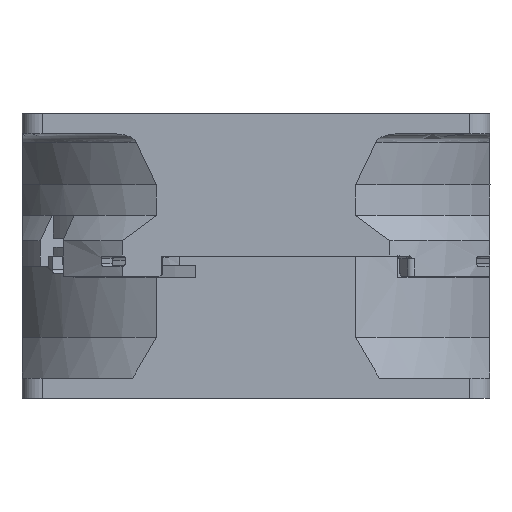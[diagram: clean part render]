
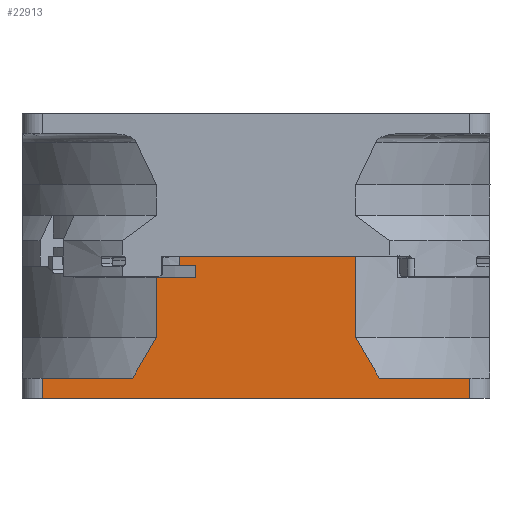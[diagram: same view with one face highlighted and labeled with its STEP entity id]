
A CAD part, front view. The second image highlights one B-rep face of the part: STEP entity #22913.
In plain terms, the highlighted planar face has unit normal (0, -1, 0).
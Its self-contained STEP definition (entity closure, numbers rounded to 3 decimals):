
#18531=DIRECTION('',(1.,0.,0.));
#18532=VECTOR('',#18531,3.252);
#18533=CARTESIAN_POINT('',(-15.094,-46.,-0.8));
#18534=LINE('',#18533,#18532);
#18574=DIRECTION('',(0.,0.,-1.));
#18575=VECTOR('',#18574,1.8);
#18576=CARTESIAN_POINT('',(-15.094,-46.,1.));
#18577=LINE('',#18576,#18575);
#18632=DIRECTION('',(1.,0.,0.));
#18633=VECTOR('',#18632,34.69);
#18634=CARTESIAN_POINT('',(-15.094,-46.,1.));
#18635=LINE('',#18634,#18633);
#18636=DIRECTION('',(-1.,0.,0.));
#18637=VECTOR('',#18636,84.);
#18638=CARTESIAN_POINT('',(42.,-46.,-27.));
#18639=LINE('',#18638,#18637);
#18640=CARTESIAN_POINT('',(-24.249,-46.,
-23.));
#18641=CARTESIAN_POINT('',(-23.733,-46.,
-22.037));
#18642=CARTESIAN_POINT('',(-22.701,-46.,
-20.161));
#18643=CARTESIAN_POINT('',(-21.157,-46.,
-17.502));
#18644=CARTESIAN_POINT('',(-20.118,-46.,
-15.818));
#18645=CARTESIAN_POINT('',(-19.596,-46.,
-15.));
#18647=DIRECTION('',(0.,0.,1.));
#18648=VECTOR('',#18647,11.8);
#18649=CARTESIAN_POINT('',(-19.596,-46.,
-15.));
#18650=LINE('',#18649,#18648);
#18651=DIRECTION('',(0.,0.,1.));
#18652=VECTOR('',#18651,16.);
#18653=CARTESIAN_POINT('',(19.596,-46.,
-15.));
#18654=LINE('',#18653,#18652);
#18671=CARTESIAN_POINT('',(24.249,-46.,
-23.));
#18672=CARTESIAN_POINT('',(23.729,-46.,
-22.03));
#18673=CARTESIAN_POINT('',(22.691,-46.,
-20.144));
#18674=CARTESIAN_POINT('',(21.147,-46.,
-17.486));
#18675=CARTESIAN_POINT('',(20.113,-46.,
-15.811));
#18676=CARTESIAN_POINT('',(19.596,-46.,
-15.));
#19428=DIRECTION('',(-1.,0.,0.));
#19429=VECTOR('',#19428,17.751);
#19430=CARTESIAN_POINT('',(-24.249,-46.,
-23.));
#19431=LINE('',#19430,#19429);
#20021=DIRECTION('',(0.,0.,-1.));
#20022=VECTOR('',#20021,4.);
#20023=CARTESIAN_POINT('',(-42.,-46.,
-23.));
#20024=LINE('',#20023,#20022);
#20029=DIRECTION('',(0.,0.,1.));
#20030=VECTOR('',#20029,4.);
#20031=CARTESIAN_POINT('',(42.,-46.,-27.));
#20032=LINE('',#20031,#20030);
#20047=DIRECTION('',(-1.,0.,0.));
#20048=VECTOR('',#20047,17.751);
#20049=CARTESIAN_POINT('',(42.,-46.,
-23.));
#20050=LINE('',#20049,#20048);
#20412=DIRECTION('',(-1.,0.,0.));
#20413=VECTOR('',#20412,7.753);
#20414=CARTESIAN_POINT('',(-11.843,-46.,-3.2));
#20415=LINE('',#20414,#20413);
#20433=DIRECTION('',(0.,0.,-1.));
#20434=VECTOR('',#20433,2.4);
#20435=CARTESIAN_POINT('',(-11.843,-46.,-0.8));
#20436=LINE('',#20435,#20434);
#21372=CARTESIAN_POINT('',(19.596,-46.,1.));
#21373=VERTEX_POINT('',#21372);
#21374=CARTESIAN_POINT('',(-15.094,-46.,1.));
#21375=VERTEX_POINT('',#21374);
#21541=CARTESIAN_POINT('',(-42.,-46.,-27.));
#21542=VERTEX_POINT('',#21541);
#21543=CARTESIAN_POINT('',(42.,-46.,-27.));
#21544=VERTEX_POINT('',#21543);
#21865=CARTESIAN_POINT('',(-19.596,-46.,
-15.));
#21866=CARTESIAN_POINT('',(-19.596,-46.,-3.2));
#21867=VERTEX_POINT('',#21865);
#21868=VERTEX_POINT('',#21866);
#21869=VERTEX_POINT('',#18640);
#21870=CARTESIAN_POINT('',(42.,-46.,
-23.));
#21871=CARTESIAN_POINT('',(24.249,-46.,
-23.));
#21872=VERTEX_POINT('',#21870);
#21873=VERTEX_POINT('',#21871);
#21874=CARTESIAN_POINT('',(-42.,-46.,
-23.));
#21875=VERTEX_POINT('',#21874);
#21877=CARTESIAN_POINT('',(-15.094,-46.,-0.8));
#21878=VERTEX_POINT('',#21877);
#21886=CARTESIAN_POINT('',(-11.843,-46.,-0.8));
#21887=VERTEX_POINT('',#21886);
#21904=CARTESIAN_POINT('',(-11.843,-46.,-3.2));
#21905=VERTEX_POINT('',#21904);
#21963=CARTESIAN_POINT('',(19.596,-46.,
-15.));
#21964=VERTEX_POINT('',#21963);
#22881=CARTESIAN_POINT('',(0.,-46.,-13.));
#22882=DIRECTION('',(0.,1.,0.));
#22883=DIRECTION('',(-1.,0.,0.));
#22884=AXIS2_PLACEMENT_3D('',#22881,#22882,#22883);
#22885=PLANE('',#22884);
#22886=ORIENTED_EDGE('',*,*,#22801,.F.);
#22887=ORIENTED_EDGE('',*,*,#22493,.T.);
#22889=ORIENTED_EDGE('',*,*,#22888,.F.);
#22891=ORIENTED_EDGE('',*,*,#22890,.F.);
#22893=ORIENTED_EDGE('',*,*,#22892,.F.);
#22895=ORIENTED_EDGE('',*,*,#22894,.F.);
#22897=ORIENTED_EDGE('',*,*,#22896,.T.);
#22899=ORIENTED_EDGE('',*,*,#22898,.F.);
#22901=ORIENTED_EDGE('',*,*,#22900,.F.);
#22903=ORIENTED_EDGE('',*,*,#22902,.T.);
#22905=ORIENTED_EDGE('',*,*,#22904,.T.);
#22907=ORIENTED_EDGE('',*,*,#22906,.F.);
#22909=ORIENTED_EDGE('',*,*,#22908,.F.);
#22910=ORIENTED_EDGE('',*,*,#22772,.F.);
#22911=EDGE_LOOP('',(#22886,#22887,#22889,#22891,#22893,#22895,#22897,#22899,
#22901,#22903,#22905,#22907,#22909,#22910));
#22912=FACE_OUTER_BOUND('',#22911,.F.);
#22913=ADVANCED_FACE('',(#22912),#22885,.F.);
#18646=B_SPLINE_CURVE_WITH_KNOTS('',3,(#18640,#18641,#18642,#18643,#18644,
#18645),.UNSPECIFIED.,.F.,.F.,(4,1,1,4),(0.,0.333,
0.667,1.),.UNSPECIFIED.);
#18677=B_SPLINE_CURVE_WITH_KNOTS('',3,(#18671,#18672,#18673,#18674,#18675,
#18676),.UNSPECIFIED.,.F.,.F.,(4,1,1,4),(0.,0.333,
0.667,1.),.UNSPECIFIED.);
#22493=EDGE_CURVE('',#21375,#21373,#18635,.T.);
#22772=EDGE_CURVE('',#21878,#21887,#18534,.T.);
#22801=EDGE_CURVE('',#21375,#21878,#18577,.T.);
#22888=EDGE_CURVE('',#21964,#21373,#18654,.T.);
#22890=EDGE_CURVE('',#21873,#21964,#18677,.T.);
#22892=EDGE_CURVE('',#21872,#21873,#20050,.T.);
#22894=EDGE_CURVE('',#21544,#21872,#20032,.T.);
#22896=EDGE_CURVE('',#21544,#21542,#18639,.T.);
#22898=EDGE_CURVE('',#21875,#21542,#20024,.T.);
#22900=EDGE_CURVE('',#21869,#21875,#19431,.T.);
#22902=EDGE_CURVE('',#21869,#21867,#18646,.T.);
#22904=EDGE_CURVE('',#21867,#21868,#18650,.T.);
#22906=EDGE_CURVE('',#21905,#21868,#20415,.T.);
#22908=EDGE_CURVE('',#21887,#21905,#20436,.T.);
